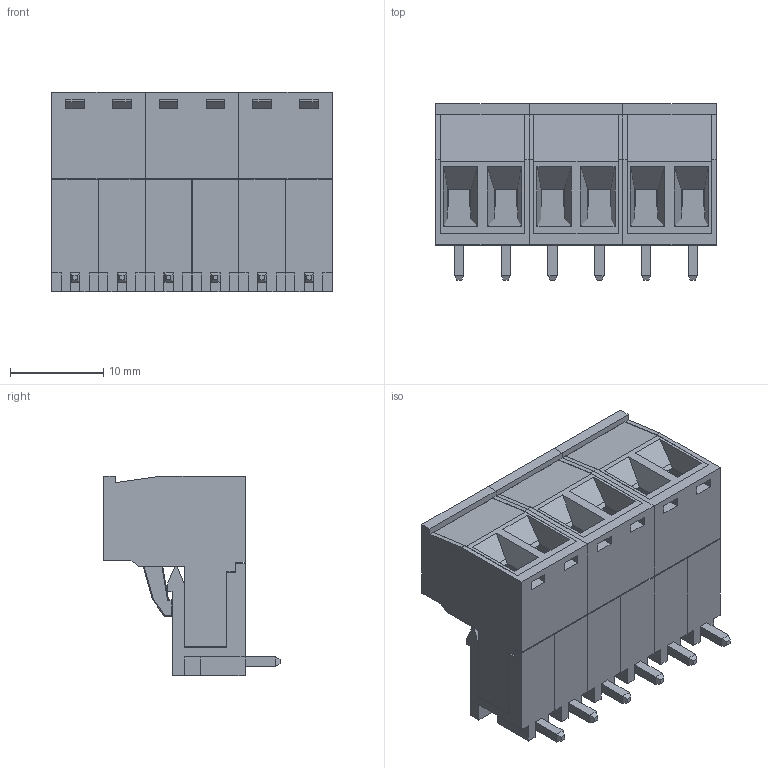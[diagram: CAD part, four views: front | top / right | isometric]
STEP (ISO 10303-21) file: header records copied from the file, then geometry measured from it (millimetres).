
FILE_DESCRIPTION (( 'STEP AP214' ), '1' );
FILE_NAME ('6P.STEP', '2021-08-08T18:58:02', ( '' ), ( '' ), 'SwSTEP 2.0', 'SolidWorks 2020', '' );
FILE_SCHEMA (( 'AUTOMOTIVE_DESIGN' ));
Length unit declared in the file: millimetre
Products named in the file (20): 1P; 6P; 2P; 6913527100xx_PIN.stp; 2P.stp; 691352710002_COFFRE.stp; Socket; 6913527100xx_VIS.stp; Metal; 6913527100xxCAGE.stp; 691352710002.stp
Assembly tree (48 placements, depth 4):
  6P
    2P
      2P.stp
        6913527100xx_PIN.stp  x2
        6913527100xxCAGE.stp  x2
        6913527100xx_VIS.stp  x2
        691352710002.stp
        691352710002_COFFRE.stp
      1P
        Metal
        Socket
      1P
        Metal
        Socket
    2P
      2P.stp
        6913527100xx_PIN.stp  x2
        6913527100xxCAGE.stp  x2
        6913527100xx_VIS.stp  x2
        691352710002.stp
        691352710002_COFFRE.stp
      1P
        Metal
        Socket
      1P
        Metal
        Socket
    2P
      2P.stp
        6913527100xx_PIN.stp  x2
        6913527100xxCAGE.stp  x2
        6913527100xx_VIS.stp  x2
        691352710002.stp
        691352710002_COFFRE.stp
      1P
        Metal
        Socket
      1P
        Metal
        Socket
Bounding box: 30 x 18.85 x 21.32 mm (x, y, z)
Volume: 4642.6 mm3; surface area: 12617.2 mm2
Topology: 36 solids, 36 shells, 1806 faces, 4884 edges, 3150 vertices
Faces by surface type: plane 1248, cylinder 468, cone 48, sphere 24, torus 18
Entity records: 13586 total; most frequent: CARTESIAN_POINT 2415, DIRECTION 2188, ORIENTED_EDGE 2186, EDGE_CURVE 1093, LINE 874, VECTOR 874, VERTEX_POINT 708, AXIS2_PLACEMENT_3D 657
